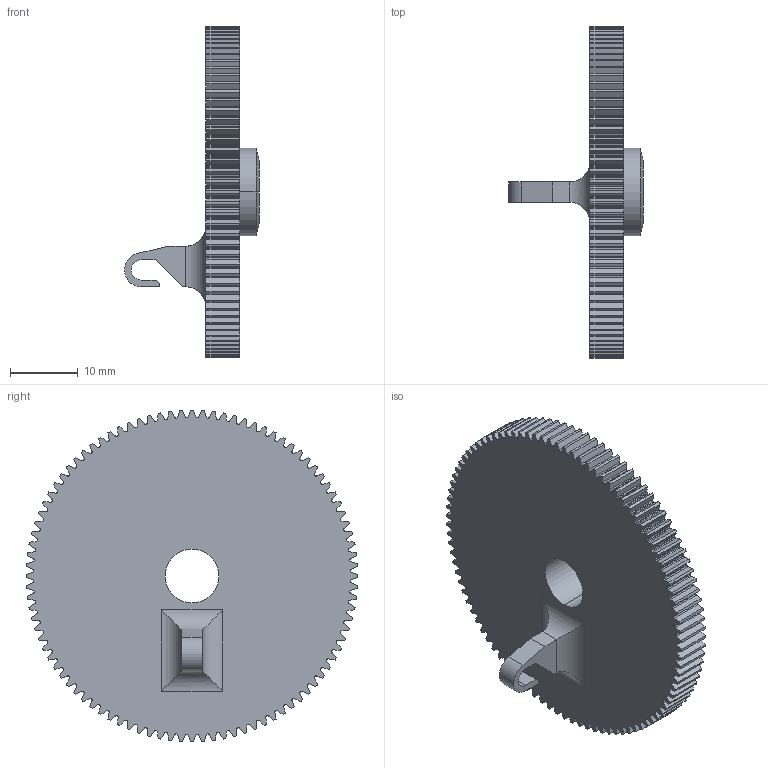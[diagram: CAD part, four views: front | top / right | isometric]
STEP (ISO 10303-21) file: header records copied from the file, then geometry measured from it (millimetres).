
FILE_DESCRIPTION (( 'STEP AP214' ), '1' );
FILE_NAME ('SI_sdpsi_s12a05m096n0310 cut.STEP', '2023-04-04T20:29:54', ( '' ), ( '' ), 'SwSTEP 2.0', 'SolidWorks 2023', '' );
FILE_SCHEMA (( 'AUTOMOTIVE_DESIGN' ));
Length unit declared in the file: millimetre
Products named in the file (1): SI_sdpsi_s12a05m096n0310 cut
Bounding box: 19.9 x 49 x 49 mm (x, y, z)
Volume: 9193.4 mm3; surface area: 5426.7 mm2
Topology: 1 solids, 1 shells, 603 faces, 1792 edges, 1192 vertices
Faces by surface type: cylinder 394, bspline 192, plane 13, cone 4
Entity records: 23261 total; most frequent: CARTESIAN_POINT 7632, ORIENTED_EDGE 3584, DIRECTION 3012, EDGE_CURVE 1792, AXIS2_PLACEMENT_3D 1196, VERTEX_POINT 1192, CIRCLE 784, LINE 620
